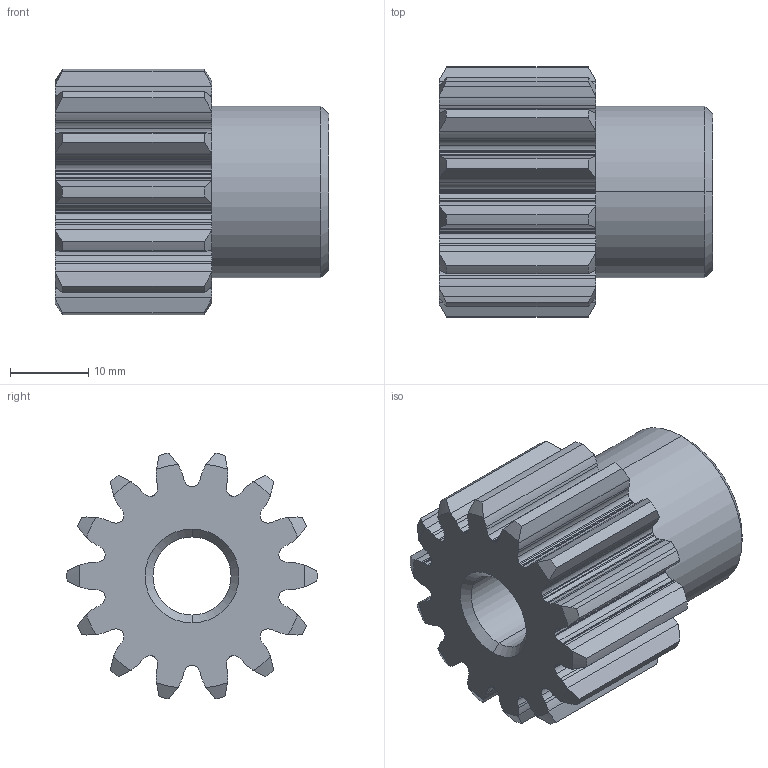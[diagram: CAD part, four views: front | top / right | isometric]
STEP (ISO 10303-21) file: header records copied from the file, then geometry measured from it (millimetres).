
FILE_DESCRIPTION(('HOOPS Exchange Step'),'2;1');
FILE_NAME('export-A04B3057-68CB-44DF-AA4C-5EDE97BFE49F.stp','2024-06-29T11:48:18+02:00',('Engineering'),('Alibre'),'HOOPS Exchange 2023.0','Alibre','Unknown authorisation');
FILE_SCHEMA( ('AP242_MANAGED_MODEL_BASED_3D_ENGINEERING_MIM_LF {1 0 10303 442 1 1 4 }') );
Length unit declared in the file: millimetre
Products named in the file (1): 6885 Module 2 Pinion, with 14 teeth
Bounding box: 35 x 32 x 31.46 mm (x, y, z)
Volume: 14883.9 mm3; surface area: 6438.9 mm2
Topology: 1 solids, 1 shells, 259 faces, 762 edges, 506 vertices
Faces by surface type: cylinder 222, cone 34, plane 3
Entity records: 9005 total; most frequent: CARTESIAN_POINT 1721, DIRECTION 1690, ORIENTED_EDGE 1524, EDGE_CURVE 762, AXIS2_PLACEMENT_3D 731, VERTEX_POINT 506, CIRCLE 470, EDGE_LOOP 262
